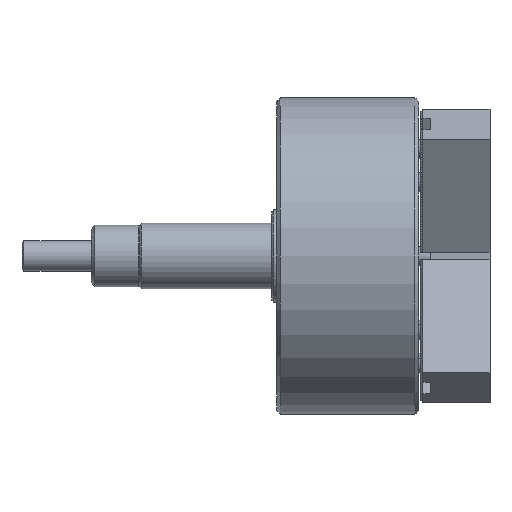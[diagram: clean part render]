
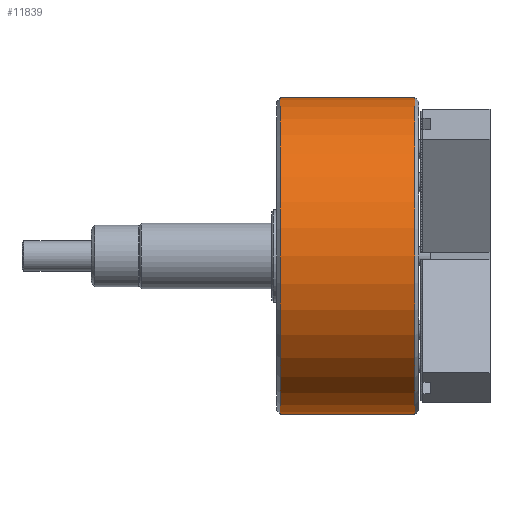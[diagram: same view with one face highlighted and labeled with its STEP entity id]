
A CAD part, front view. The second image highlights one B-rep face of the part: STEP entity #11839.
In plain terms, the highlighted cylindrical face has radius 82.5 mm (diameter 165 mm), a partial arc.
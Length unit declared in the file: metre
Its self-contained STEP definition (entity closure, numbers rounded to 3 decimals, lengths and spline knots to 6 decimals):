
#1221 = EDGE_LOOP ( 'NONE', ( #12150, #16930, #5301, #15945 ) ) ;
#2381 = CARTESIAN_POINT ( 'NONE',  ( 0.072, 0., 0. ) ) ;
#2475 = DIRECTION ( 'NONE',  ( -1., 0., 0. ) ) ;
#3110 = VERTEX_POINT ( 'NONE', #4543 ) ;
#3600 = DIRECTION ( 'NONE',  ( -1., 0., 0. ) ) ;
#3632 = CYLINDRICAL_SURFACE ( 'NONE', #5905, 0.0825 ) ;
#4302 = DIRECTION ( 'NONE',  ( 0., 0., 1. ) ) ;
#4437 = AXIS2_PLACEMENT_3D ( 'NONE', #2381, #15727, #4302 ) ;
#4543 = CARTESIAN_POINT ( 'NONE',  ( 0.072, 0., 0.0825 ) ) ;
#5301 = ORIENTED_EDGE ( 'NONE', *, *, #10736, .T. ) ;
#5521 = CARTESIAN_POINT ( 'NONE',  ( 0., 0., 0. ) ) ;
#5560 = CARTESIAN_POINT ( 'NONE',  ( 0.002, 0., 0.0825 ) ) ;
#5905 = AXIS2_PLACEMENT_3D ( 'NONE', #5521, #3600, #13103 ) ;
#6041 = AXIS2_PLACEMENT_3D ( 'NONE', #19844, #8427, #21755 ) ;
#6710 = EDGE_CURVE ( 'NONE', #9330, #18192, #12979, .T. ) ;
#7314 = VECTOR ( 'NONE', #2475, 1. ) ;
#8427 = DIRECTION ( 'NONE',  ( 1., 0., 0. ) ) ;
#8464 = CARTESIAN_POINT ( 'NONE',  ( 0., 0., 0.0825 ) ) ;
#8637 = CIRCLE ( 'NONE', #4437, 0.0825 ) ;
#9330 = VERTEX_POINT ( 'NONE', #23355 ) ;
#9890 = FACE_OUTER_BOUND ( 'NONE', #1221, .T. ) ;
#10122 = VECTOR ( 'NONE', #10460, 1. ) ;
#10460 = DIRECTION ( 'NONE',  ( -1., 0., 0. ) ) ;
#10550 = EDGE_CURVE ( 'NONE', #9330, #3110, #8637, .T. ) ;
#10736 = EDGE_CURVE ( 'NONE', #3110, #21907, #10740, .T. ) ;
#10740 = LINE ( 'NONE', #8464, #10122 ) ;
#11839 = ADVANCED_FACE ( 'NONE', ( #9890 ), #3632, .T. ) ;
#11999 = CARTESIAN_POINT ( 'NONE',  ( 0., 0., -0.0825 ) ) ;
#12150 = ORIENTED_EDGE ( 'NONE', *, *, #6710, .F. ) ;
#12979 = LINE ( 'NONE', #11999, #7314 ) ;
#13103 = DIRECTION ( 'NONE',  ( 0., 0., 1. ) ) ;
#15727 = DIRECTION ( 'NONE',  ( -1., 0., 0. ) ) ;
#15945 = ORIENTED_EDGE ( 'NONE', *, *, #20966, .T. ) ;
#16930 = ORIENTED_EDGE ( 'NONE', *, *, #10550, .T. ) ;
#17490 = CIRCLE ( 'NONE', #6041, 0.0825 ) ;
#18192 = VERTEX_POINT ( 'NONE', #23008 ) ;
#19844 = CARTESIAN_POINT ( 'NONE',  ( 0.002, 0., 0. ) ) ;
#20966 = EDGE_CURVE ( 'NONE', #21907, #18192, #17490, .T. ) ;
#21755 = DIRECTION ( 'NONE',  ( 0., 0., -1. ) ) ;
#21907 = VERTEX_POINT ( 'NONE', #5560 ) ;
#23008 = CARTESIAN_POINT ( 'NONE',  ( 0.002, 0., -0.0825 ) ) ;
#23355 = CARTESIAN_POINT ( 'NONE',  ( 0.072, 0., -0.0825 ) ) ;
